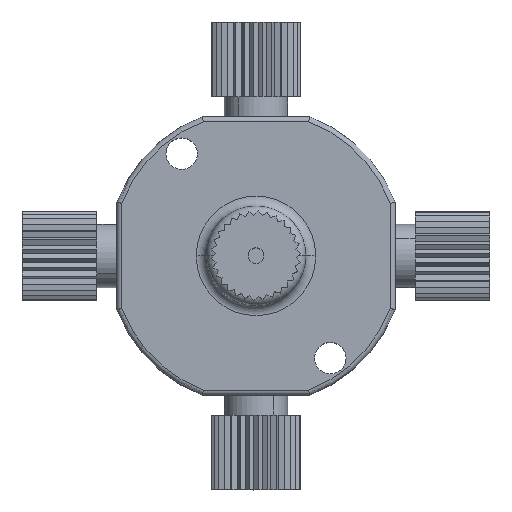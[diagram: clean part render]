
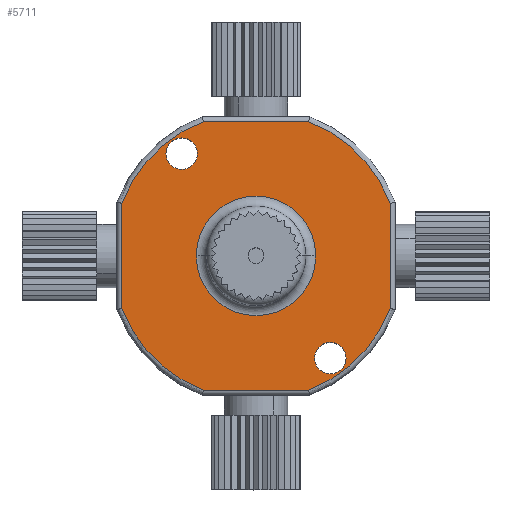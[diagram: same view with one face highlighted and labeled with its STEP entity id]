
A CAD part, top view. The second image highlights one B-rep face of the part: STEP entity #5711.
In plain terms, the highlighted planar face has unit normal (0, 0, 1).
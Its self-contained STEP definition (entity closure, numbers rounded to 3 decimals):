
#35 = DIRECTION ( 'NONE',  ( 0., 0., 1. ) ) ;
#103 = DIRECTION ( 'NONE',  ( 1., 0., 0. ) ) ;
#163 = AXIS2_PLACEMENT_3D ( 'NONE', #1274, #5865, #3157 ) ;
#175 = VERTEX_POINT ( 'NONE', #9444 ) ;
#203 = DIRECTION ( 'NONE',  ( 0., 0., 1. ) ) ;
#244 = EDGE_CURVE ( 'NONE', #10729, #1159, #2502, .T. ) ;
#273 = VECTOR ( 'NONE', #7053, 1000. ) ;
#323 = ORIENTED_EDGE ( 'NONE', *, *, #532, .T. ) ;
#334 = LINE ( 'NONE', #11588, #5234 ) ;
#378 = ORIENTED_EDGE ( 'NONE', *, *, #3194, .T. ) ;
#446 = AXIS2_PLACEMENT_3D ( 'NONE', #8525, #7585, #103 ) ;
#532 = EDGE_CURVE ( 'NONE', #9280, #11100, #3668, .T. ) ;
#538 = CIRCLE ( 'NONE', #4073, 14.5 ) ;
#563 = EDGE_CURVE ( 'NONE', #9210, #931, #538, .T. ) ;
#611 = CIRCLE ( 'NONE', #11626, 14.5 ) ;
#657 = CARTESIAN_POINT ( 'NONE',  ( 5.292, 13.5, 6. ) ) ;
#832 = CARTESIAN_POINT ( 'NONE',  ( -5.876, 10.27, 6. ) ) ;
#931 = VERTEX_POINT ( 'NONE', #7766 ) ;
#961 = DIRECTION ( 'NONE',  ( 1., 0., 0. ) ) ;
#1022 = CARTESIAN_POINT ( 'NONE',  ( 13.5, -5.292, 6. ) ) ;
#1069 = EDGE_CURVE ( 'NONE', #1159, #9210, #334, .T. ) ;
#1159 = VERTEX_POINT ( 'NONE', #657 ) ;
#1232 = EDGE_LOOP ( 'NONE', ( #5706, #10508 ) ) ;
#1274 = CARTESIAN_POINT ( 'NONE',  ( 0., 0., 6. ) ) ;
#1320 = CARTESIAN_POINT ( 'NONE',  ( 0., -13.5, 6. ) ) ;
#1493 = CIRCLE ( 'NONE', #9941, 1.584 ) ;
#1534 = PLANE ( 'NONE',  #5922 ) ;
#1615 = CIRCLE ( 'NONE', #6103, 1.584 ) ;
#1632 = CIRCLE ( 'NONE', #446, 14.5 ) ;
#1747 = LINE ( 'NONE', #8186, #2943 ) ;
#1780 = ORIENTED_EDGE ( 'NONE', *, *, #3721, .F. ) ;
#1868 = CARTESIAN_POINT ( 'NONE',  ( 0., 0., 6. ) ) ;
#1946 = VERTEX_POINT ( 'NONE', #10069 ) ;
#2037 = CARTESIAN_POINT ( 'NONE',  ( -13.5, -5.292, 6. ) ) ;
#2358 = DIRECTION ( 'NONE',  ( -1., 0., 0. ) ) ;
#2359 = EDGE_LOOP ( 'NONE', ( #7048, #1780 ) ) ;
#2502 = CIRCLE ( 'NONE', #11154, 14.5 ) ;
#2561 = EDGE_CURVE ( 'NONE', #6864, #10729, #1747, .T. ) ;
#2803 = ORIENTED_EDGE ( 'NONE', *, *, #563, .T. ) ;
#2943 = VECTOR ( 'NONE', #6398, 1000. ) ;
#3157 = DIRECTION ( 'NONE',  ( 1., 0., 0. ) ) ;
#3194 = EDGE_CURVE ( 'NONE', #11100, #9280, #10223, .T. ) ;
#3251 = DIRECTION ( 'NONE',  ( -1., 0., 0. ) ) ;
#3307 = CARTESIAN_POINT ( 'NONE',  ( -13.5, 0., 6. ) ) ;
#3324 = EDGE_CURVE ( 'NONE', #1946, #6864, #611, .T. ) ;
#3393 = ORIENTED_EDGE ( 'NONE', *, *, #5109, .T. ) ;
#3409 = DIRECTION ( 'NONE',  ( 0., 0., 1. ) ) ;
#3596 = FACE_BOUND ( 'NONE', #1232, .T. ) ;
#3664 = DIRECTION ( 'NONE',  ( 1., 0., 0. ) ) ;
#3668 = CIRCLE ( 'NONE', #163, 6. ) ;
#3721 = EDGE_CURVE ( 'NONE', #6120, #8825, #1615, .T. ) ;
#4073 = AXIS2_PLACEMENT_3D ( 'NONE', #8874, #5979, #8131 ) ;
#4099 = CARTESIAN_POINT ( 'NONE',  ( 0., 0., 6. ) ) ;
#4204 = EDGE_CURVE ( 'NONE', #8825, #6120, #5537, .T. ) ;
#4471 = FACE_BOUND ( 'NONE', #9762, .T. ) ;
#4597 = FACE_BOUND ( 'NONE', #2359, .T. ) ;
#4620 = DIRECTION ( 'NONE',  ( 1., 0., 0. ) ) ;
#4651 = DIRECTION ( 'NONE',  ( 1., 0., 0. ) ) ;
#4917 = CARTESIAN_POINT ( 'NONE',  ( -7.46, 10.27, 6. ) ) ;
#5024 = DIRECTION ( 'NONE',  ( 0., 0., -1. ) ) ;
#5043 = EDGE_CURVE ( 'NONE', #175, #11043, #5743, .T. ) ;
#5109 = EDGE_CURVE ( 'NONE', #7192, #5893, #1632, .T. ) ;
#5135 = ORIENTED_EDGE ( 'NONE', *, *, #244, .T. ) ;
#5234 = VECTOR ( 'NONE', #3251, 1000. ) ;
#5273 = DIRECTION ( 'NONE',  ( 0., 0., 1. ) ) ;
#5381 = ORIENTED_EDGE ( 'NONE', *, *, #3324, .T. ) ;
#5450 = CARTESIAN_POINT ( 'NONE',  ( 0., 0., 6. ) ) ;
#5537 = CIRCLE ( 'NONE', #9490, 1.584 ) ;
#5603 = DIRECTION ( 'NONE',  ( 0., 0., 1. ) ) ;
#5706 = ORIENTED_EDGE ( 'NONE', *, *, #10115, .F. ) ;
#5711 = ADVANCED_FACE ( 'NONE', ( #11016, #3596, #4597, #4471 ), #1534, .T. ) ;
#5743 = CIRCLE ( 'NONE', #8306, 1.584 ) ;
#5762 = CARTESIAN_POINT ( 'NONE',  ( 13.5, 5.292, 6. ) ) ;
#5865 = DIRECTION ( 'NONE',  ( 0., 0., -1. ) ) ;
#5893 = VERTEX_POINT ( 'NONE', #7270 ) ;
#5922 = AXIS2_PLACEMENT_3D ( 'NONE', #5450, #9029, #3664 ) ;
#5979 = DIRECTION ( 'NONE',  ( 0., 0., 1. ) ) ;
#5984 = CARTESIAN_POINT ( 'NONE',  ( 9.044, -10.27, 6. ) ) ;
#6103 = AXIS2_PLACEMENT_3D ( 'NONE', #11887, #12141, #4620 ) ;
#6120 = VERTEX_POINT ( 'NONE', #8440 ) ;
#6255 = LINE ( 'NONE', #3307, #273 ) ;
#6372 = EDGE_CURVE ( 'NONE', #931, #7192, #6255, .T. ) ;
#6398 = DIRECTION ( 'NONE',  ( 0., 1., 0. ) ) ;
#6409 = ORIENTED_EDGE ( 'NONE', *, *, #9985, .T. ) ;
#6475 = DIRECTION ( 'NONE',  ( -1., 0., 0. ) ) ;
#6569 = ORIENTED_EDGE ( 'NONE', *, *, #6372, .T. ) ;
#6864 = VERTEX_POINT ( 'NONE', #1022 ) ;
#6962 = VECTOR ( 'NONE', #4651, 1000. ) ;
#7010 = CARTESIAN_POINT ( 'NONE',  ( 7.46, -10.27, 6. ) ) ;
#7048 = ORIENTED_EDGE ( 'NONE', *, *, #4204, .F. ) ;
#7053 = DIRECTION ( 'NONE',  ( 0., -1., 0. ) ) ;
#7192 = VERTEX_POINT ( 'NONE', #2037 ) ;
#7270 = CARTESIAN_POINT ( 'NONE',  ( -5.292, -13.5, 6. ) ) ;
#7396 = ORIENTED_EDGE ( 'NONE', *, *, #2561, .T. ) ;
#7497 = CARTESIAN_POINT ( 'NONE',  ( -6., 0., 6. ) ) ;
#7585 = DIRECTION ( 'NONE',  ( 0., 0., 1. ) ) ;
#7660 = EDGE_LOOP ( 'NONE', ( #7396, #5135, #10291, #2803, #6569, #3393, #6409, #5381 ) ) ;
#7766 = CARTESIAN_POINT ( 'NONE',  ( -13.5, 5.292, 6. ) ) ;
#7947 = CARTESIAN_POINT ( 'NONE',  ( 6., 0., 6. ) ) ;
#8091 = CARTESIAN_POINT ( 'NONE',  ( 0., 0., 6. ) ) ;
#8131 = DIRECTION ( 'NONE',  ( 1., 0., 0. ) ) ;
#8186 = CARTESIAN_POINT ( 'NONE',  ( 13.5, 0., 6. ) ) ;
#8306 = AXIS2_PLACEMENT_3D ( 'NONE', #10321, #35, #6475 ) ;
#8399 = DIRECTION ( 'NONE',  ( 1., 0., 0. ) ) ;
#8440 = CARTESIAN_POINT ( 'NONE',  ( -9.044, 10.27, 6. ) ) ;
#8525 = CARTESIAN_POINT ( 'NONE',  ( 0., 0., 6. ) ) ;
#8825 = VERTEX_POINT ( 'NONE', #832 ) ;
#8874 = CARTESIAN_POINT ( 'NONE',  ( 0., 0., 6. ) ) ;
#9029 = DIRECTION ( 'NONE',  ( 0., 0., 1. ) ) ;
#9210 = VERTEX_POINT ( 'NONE', #11523 ) ;
#9280 = VERTEX_POINT ( 'NONE', #7497 ) ;
#9444 = CARTESIAN_POINT ( 'NONE',  ( 5.876, -10.27, 6. ) ) ;
#9490 = AXIS2_PLACEMENT_3D ( 'NONE', #4917, #203, #9611 ) ;
#9611 = DIRECTION ( 'NONE',  ( 1., 0., 0. ) ) ;
#9725 = DIRECTION ( 'NONE',  ( 1., 0., 0. ) ) ;
#9762 = EDGE_LOOP ( 'NONE', ( #378, #323 ) ) ;
#9941 = AXIS2_PLACEMENT_3D ( 'NONE', #7010, #5273, #2358 ) ;
#9985 = EDGE_CURVE ( 'NONE', #5893, #1946, #11195, .T. ) ;
#10069 = CARTESIAN_POINT ( 'NONE',  ( 5.292, -13.5, 6. ) ) ;
#10115 = EDGE_CURVE ( 'NONE', #11043, #175, #1493, .T. ) ;
#10223 = CIRCLE ( 'NONE', #10431, 6. ) ;
#10291 = ORIENTED_EDGE ( 'NONE', *, *, #1069, .T. ) ;
#10321 = CARTESIAN_POINT ( 'NONE',  ( 7.46, -10.27, 6. ) ) ;
#10431 = AXIS2_PLACEMENT_3D ( 'NONE', #4099, #5024, #9725 ) ;
#10508 = ORIENTED_EDGE ( 'NONE', *, *, #5043, .F. ) ;
#10729 = VERTEX_POINT ( 'NONE', #5762 ) ;
#11016 = FACE_OUTER_BOUND ( 'NONE', #7660, .T. ) ;
#11043 = VERTEX_POINT ( 'NONE', #5984 ) ;
#11100 = VERTEX_POINT ( 'NONE', #7947 ) ;
#11154 = AXIS2_PLACEMENT_3D ( 'NONE', #1868, #5603, #961 ) ;
#11195 = LINE ( 'NONE', #1320, #6962 ) ;
#11523 = CARTESIAN_POINT ( 'NONE',  ( -5.292, 13.5, 6. ) ) ;
#11588 = CARTESIAN_POINT ( 'NONE',  ( 0., 13.5, 6. ) ) ;
#11626 = AXIS2_PLACEMENT_3D ( 'NONE', #8091, #3409, #8399 ) ;
#11887 = CARTESIAN_POINT ( 'NONE',  ( -7.46, 10.27, 6. ) ) ;
#12141 = DIRECTION ( 'NONE',  ( 0., 0., 1. ) ) ;
